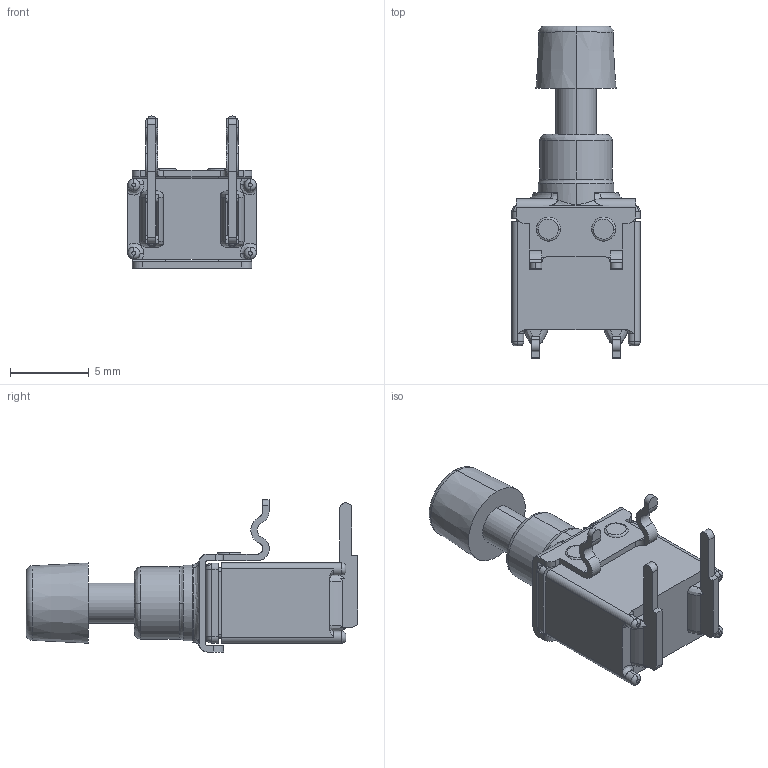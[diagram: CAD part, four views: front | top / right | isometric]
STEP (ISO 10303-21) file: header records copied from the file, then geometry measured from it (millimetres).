
FILE_DESCRIPTION (( 'STEP AP203' ), '1' );
FILE_NAME ('c&k Push Switch - ep11sd1a.STEP', '2017-01-20T13:56:23', ( 'User' ), ( 'Hewlett-Packard Company' ), 'SwSTEP 2.0', 'SolidWorks 2006303', '' );
FILE_SCHEMA (( 'CONFIG_CONTROL_DESIGN' ));
Length unit declared in the file: millimetre
Products named in the file (3): c&k ep11 series Cap Black (508102000); c&k Push Switch - ep11sd1a
Assembly tree (2 placements, depth 2):
  c&k Push Switch - ep11sd1a
    c&k Push Switch - ep11sd1a
    c&k ep11 series Cap Black (508102000)
Bounding box: 8.13 x 21.01 x 9.63 mm (x, y, z)
Volume: 344.3 mm3; surface area: 1082.1 mm2
Topology: 3 solids, 3 shells, 390 faces, 1066 edges, 662 vertices
Faces by surface type: plane 196, cylinder 114, bspline 66, torus 10, cone 4
Entity records: 15226 total; most frequent: CARTESIAN_POINT 5565, ORIENTED_EDGE 2092, DIRECTION 1820, EDGE_CURVE 1046, VERTEX_POINT 662, AXIS2_PLACEMENT_3D 618, VECTOR 584, LINE 584
